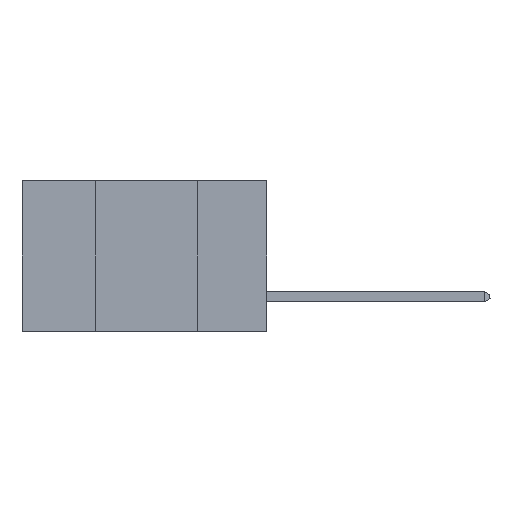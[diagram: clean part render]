
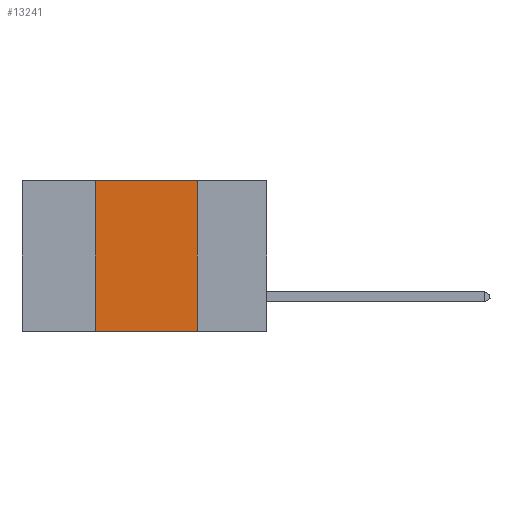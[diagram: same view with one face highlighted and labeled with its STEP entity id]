
A CAD part, left-side view. The second image highlights one B-rep face of the part: STEP entity #13241.
In plain terms, the highlighted planar face has unit normal (-1, 0, 0).
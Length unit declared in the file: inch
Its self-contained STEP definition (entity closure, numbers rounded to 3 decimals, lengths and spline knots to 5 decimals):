
#165 = ORIENTED_EDGE ( 'NONE', *, *, #4625, .F. ) ;
#380 = VERTEX_POINT ( 'NONE', #661 ) ;
#402 = CARTESIAN_POINT ( 'NONE',  ( 0., 0.42, 0. ) ) ;
#661 = CARTESIAN_POINT ( 'NONE',  ( 0., 0.17, 0. ) ) ;
#809 = DIRECTION ( 'NONE',  ( 0., -1., 0. ) ) ;
#1050 = DIRECTION ( 'NONE',  ( 0., -1., 0. ) ) ;
#1639 = DIRECTION ( 'NONE',  ( 0., 0., 1. ) ) ;
#2029 = PLANE ( 'NONE',  #7110 ) ;
#2357 = DIRECTION ( 'NONE',  ( 0., 0., -1. ) ) ;
#3437 = DIRECTION ( 'NONE',  ( 1., 0., 0. ) ) ;
#4092 = VECTOR ( 'NONE', #1639, 39.37008 ) ;
#4444 = CARTESIAN_POINT ( 'NONE',  ( 0., 0.42, -0.37 ) ) ;
#4625 = EDGE_CURVE ( 'NONE', #380, #14597, #12910, .T. ) ;
#4904 = VECTOR ( 'NONE', #1050, 39.37008 ) ;
#5008 = EDGE_LOOP ( 'NONE', ( #165, #11812, #8617, #5205 ) ) ;
#5011 = CARTESIAN_POINT ( 'NONE',  ( 0., 0.17, 0. ) ) ;
#5205 = ORIENTED_EDGE ( 'NONE', *, *, #13769, .T. ) ;
#5392 = VECTOR ( 'NONE', #809, 39.37008 ) ;
#6774 = DIRECTION ( 'NONE',  ( 0., 0., -1. ) ) ;
#7110 = AXIS2_PLACEMENT_3D ( 'NONE', #11189, #3437, #2357 ) ;
#7147 = CARTESIAN_POINT ( 'NONE',  ( 0., 0.6, 0. ) ) ;
#7524 = VERTEX_POINT ( 'NONE', #4444 ) ;
#7537 = LINE ( 'NONE', #402, #4092 ) ;
#8014 = FACE_OUTER_BOUND ( 'NONE', #5008, .T. ) ;
#8617 = ORIENTED_EDGE ( 'NONE', *, *, #14502, .F. ) ;
#10326 = CARTESIAN_POINT ( 'NONE',  ( 0., 0.42, 0. ) ) ;
#10683 = LINE ( 'NONE', #11463, #4904 ) ;
#11189 = CARTESIAN_POINT ( 'NONE',  ( 0., 0.6, 0. ) ) ;
#11463 = CARTESIAN_POINT ( 'NONE',  ( 0., 0.6, -0.37 ) ) ;
#11812 = ORIENTED_EDGE ( 'NONE', *, *, #12242, .F. ) ;
#11980 = VERTEX_POINT ( 'NONE', #10326 ) ;
#12003 = LINE ( 'NONE', #7147, #5392 ) ;
#12242 = EDGE_CURVE ( 'NONE', #11980, #380, #12003, .T. ) ;
#12592 = CARTESIAN_POINT ( 'NONE',  ( 0., 0.17, -0.37 ) ) ;
#12910 = LINE ( 'NONE', #5011, #16820 ) ;
#13241 = ADVANCED_FACE ( 'NONE', ( #8014 ), #2029, .F. ) ;
#13769 = EDGE_CURVE ( 'NONE', #7524, #14597, #10683, .T. ) ;
#14502 = EDGE_CURVE ( 'NONE', #7524, #11980, #7537, .T. ) ;
#14597 = VERTEX_POINT ( 'NONE', #12592 ) ;
#16820 = VECTOR ( 'NONE', #6774, 39.37008 ) ;
